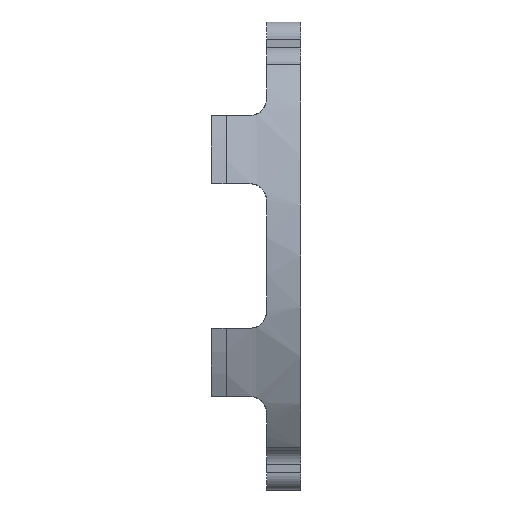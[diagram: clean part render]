
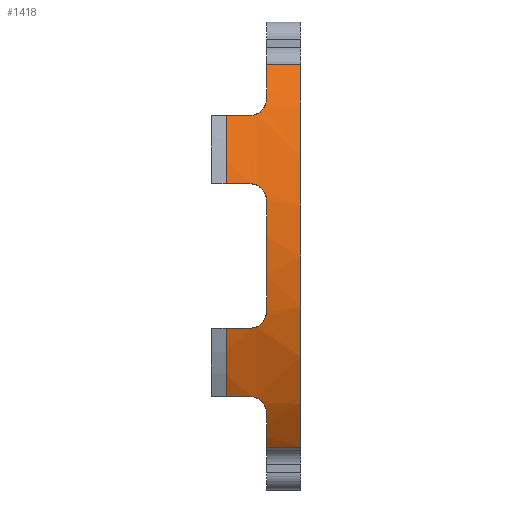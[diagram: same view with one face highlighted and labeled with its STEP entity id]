
A CAD part, front view. The second image highlights one B-rep face of the part: STEP entity #1418.
In plain terms, the highlighted cylindrical face has radius 38.1 mm (diameter 76.2 mm), a partial arc.
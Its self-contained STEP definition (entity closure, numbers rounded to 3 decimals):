
#19=B_SPLINE_CURVE_WITH_KNOTS('',3,(#2306,#2307,#2308,#2309,#2310,#2311,
#2312,#2313,#2314,#2315),.UNSPECIFIED.,.F.,.F.,(4,2,2,2,4),(0.,0.076,
0.151,0.228,0.304),.UNSPECIFIED.);
#20=B_SPLINE_CURVE_WITH_KNOTS('',3,(#2321,#2322,#2323,#2324,#2325,#2326,
#2327,#2328,#2329,#2330),.UNSPECIFIED.,.F.,.F.,(4,2,2,2,4),(-0.321,
-0.235,-0.15,-0.075,0.),
 .UNSPECIFIED.);
#21=B_SPLINE_CURVE_WITH_KNOTS('',3,(#2341,#2342,#2343,#2344,#2345,#2346,
#2347,#2348,#2349,#2350),.UNSPECIFIED.,.F.,.F.,(4,2,2,2,4),(-0.304,
-0.227,-0.151,-0.075,0.),
 .UNSPECIFIED.);
#22=B_SPLINE_CURVE_WITH_KNOTS('',3,(#2359,#2360,#2361,#2362,#2363,#2364,
#2365,#2366,#2367,#2368),.UNSPECIFIED.,.F.,.F.,(4,2,2,2,4),(0.,0.077,
0.154,0.238,0.321),.UNSPECIFIED.);
#71=CYLINDRICAL_SURFACE('',#1576,38.1);
#85=CIRCLE('',#1470,38.1);
#86=CIRCLE('',#1471,38.1);
#87=CIRCLE('',#1472,38.1);
#129=CIRCLE('',#1570,38.1);
#131=CIRCLE('',#1575,38.1);
#132=CIRCLE('',#1577,38.1);
#198=FACE_OUTER_BOUND('',#279,.T.);
#279=EDGE_LOOP('',(#1220,#1221,#1222,#1223,#1224,#1225,#1226,#1227,#1228,
#1229,#1230,#1231,#1232,#1233,#1234,#1235));
#361=LINE('',#2217,#489);
#369=LINE('',#2240,#497);
#380=LINE('',#2334,#508);
#399=LINE('',#2406,#527);
#410=LINE('',#2435,#538);
#418=LINE('',#2471,#546);
#489=VECTOR('',#1770,10.);
#497=VECTOR('',#1790,10.);
#508=VECTOR('',#1829,10.);
#527=VECTOR('',#1884,10.);
#538=VECTOR('',#1913,10.);
#546=VECTOR('',#1969,10.);
#595=VERTEX_POINT('',#2084);
#596=VERTEX_POINT('',#2086);
#599=VERTEX_POINT('',#2092);
#600=VERTEX_POINT('',#2094);
#603=VERTEX_POINT('',#2100);
#604=VERTEX_POINT('',#2102);
#650=VERTEX_POINT('',#2214);
#651=VERTEX_POINT('',#2216);
#659=VERTEX_POINT('',#2237);
#660=VERTEX_POINT('',#2239);
#668=VERTEX_POINT('',#2320);
#669=VERTEX_POINT('',#2333);
#673=VERTEX_POINT('',#2357);
#684=VERTEX_POINT('',#2404);
#693=VERTEX_POINT('',#2434);
#697=VERTEX_POINT('',#2466);
#737=EDGE_CURVE('',#596,#595,#85,.T.);
#741=EDGE_CURVE('',#600,#599,#86,.T.);
#745=EDGE_CURVE('',#604,#603,#87,.T.);
#801=EDGE_CURVE('',#651,#650,#361,.T.);
#812=EDGE_CURVE('',#659,#660,#369,.T.);
#828=EDGE_CURVE('',#651,#599,#19,.T.);
#831=EDGE_CURVE('',#596,#668,#20,.T.);
#833=EDGE_CURVE('',#668,#669,#380,.T.);
#837=EDGE_CURVE('',#600,#659,#21,.T.);
#842=EDGE_CURVE('',#673,#603,#22,.T.);
#861=EDGE_CURVE('',#684,#595,#399,.T.);
#875=EDGE_CURVE('',#693,#604,#410,.T.);
#888=EDGE_CURVE('',#669,#650,#129,.T.);
#891=EDGE_CURVE('',#697,#660,#131,.T.);
#893=EDGE_CURVE('',#684,#693,#132,.T.);
#894=EDGE_CURVE('',#673,#697,#418,.T.);
#1220=ORIENTED_EDGE('',*,*,#891,.T.);
#1221=ORIENTED_EDGE('',*,*,#812,.F.);
#1222=ORIENTED_EDGE('',*,*,#837,.F.);
#1223=ORIENTED_EDGE('',*,*,#741,.T.);
#1224=ORIENTED_EDGE('',*,*,#828,.F.);
#1225=ORIENTED_EDGE('',*,*,#801,.T.);
#1226=ORIENTED_EDGE('',*,*,#888,.F.);
#1227=ORIENTED_EDGE('',*,*,#833,.F.);
#1228=ORIENTED_EDGE('',*,*,#831,.F.);
#1229=ORIENTED_EDGE('',*,*,#737,.T.);
#1230=ORIENTED_EDGE('',*,*,#861,.F.);
#1231=ORIENTED_EDGE('',*,*,#893,.T.);
#1232=ORIENTED_EDGE('',*,*,#875,.T.);
#1233=ORIENTED_EDGE('',*,*,#745,.T.);
#1234=ORIENTED_EDGE('',*,*,#842,.F.);
#1235=ORIENTED_EDGE('',*,*,#894,.T.);
#1418=ADVANCED_FACE('',(#198),#71,.T.);
#1470=AXIS2_PLACEMENT_3D('',#2087,#1658,#1659);
#1471=AXIS2_PLACEMENT_3D('',#2095,#1663,#1664);
#1472=AXIS2_PLACEMENT_3D('',#2103,#1668,#1669);
#1570=AXIS2_PLACEMENT_3D('',#2459,#1951,#1952);
#1575=AXIS2_PLACEMENT_3D('',#2467,#1962,#1963);
#1576=AXIS2_PLACEMENT_3D('',#2469,#1965,#1966);
#1577=AXIS2_PLACEMENT_3D('',#2470,#1967,#1968);
#1658=DIRECTION('center_axis',(1.,0.,0.));
#1659=DIRECTION('ref_axis',(0.,0.,-1.));
#1663=DIRECTION('center_axis',(1.,0.,0.));
#1664=DIRECTION('ref_axis',(0.,0.,-1.));
#1668=DIRECTION('center_axis',(1.,0.,0.));
#1669=DIRECTION('ref_axis',(0.,0.,-1.));
#1770=DIRECTION('',(-1.,0.,0.));
#1790=DIRECTION('',(-1.,0.,0.));
#1829=DIRECTION('',(-1.,0.,0.));
#1884=DIRECTION('',(-1.,0.,0.));
#1913=DIRECTION('',(-1.,0.,0.));
#1951=DIRECTION('center_axis',(-1.,0.,0.));
#1952=DIRECTION('ref_axis',(0.,-0.807,0.591));
#1962=DIRECTION('center_axis',(1.,0.,0.));
#1963=DIRECTION('ref_axis',(0.,0.,-1.));
#1965=DIRECTION('center_axis',(1.,0.,0.));
#1966=DIRECTION('ref_axis',(0.,0.,-1.));
#1967=DIRECTION('center_axis',(-1.,0.,0.));
#1968=DIRECTION('ref_axis',(0.,0.,-1.));
#1969=DIRECTION('',(-1.,0.,0.));
#2084=CARTESIAN_POINT('',(0.,-30.747,-22.5));
#2086=CARTESIAN_POINT('',(0.,-33.307,-18.5));
#2087=CARTESIAN_POINT('Origin',(0.,0.,0.));
#2092=CARTESIAN_POINT('',(0.,-37.541,-6.5));
#2094=CARTESIAN_POINT('',(0.,-37.541,6.5));
#2095=CARTESIAN_POINT('Origin',(0.,0.,0.));
#2100=CARTESIAN_POINT('',(0.,-33.307,18.5));
#2102=CARTESIAN_POINT('',(0.,-30.747,22.5));
#2103=CARTESIAN_POINT('Origin',(0.,0.,0.));
#2214=CARTESIAN_POINT('',(-4.75,-37.14,-8.5));
#2216=CARTESIAN_POINT('',(-2.,-37.14,-8.5));
#2217=CARTESIAN_POINT('',(0.,-37.14,-8.5));
#2237=CARTESIAN_POINT('',(-2.,-37.14,8.5));
#2239=CARTESIAN_POINT('',(-4.75,-37.14,8.5));
#2240=CARTESIAN_POINT('',(0.,-37.14,8.5));
#2306=CARTESIAN_POINT('Ctrl Pts',(-2.,-37.14,-8.5));
#2307=CARTESIAN_POINT('Ctrl Pts',(-1.748,-37.14,-8.5));
#2308=CARTESIAN_POINT('Ctrl Pts',(-1.479,-37.151,-8.449));
#2309=CARTESIAN_POINT('Ctrl Pts',(-0.986,-37.197,
-8.245));
#2310=CARTESIAN_POINT('Ctrl Pts',(-0.762,-37.231,
-8.091));
#2311=CARTESIAN_POINT('Ctrl Pts',(-0.408,-37.307,
-7.736));
#2312=CARTESIAN_POINT('Ctrl Pts',(-0.254,-37.353,
-7.511));
#2313=CARTESIAN_POINT('Ctrl Pts',(-0.05,-37.449,
-7.019));
#2314=CARTESIAN_POINT('Ctrl Pts',(0.,-37.498,-6.751));
#2315=CARTESIAN_POINT('Ctrl Pts',(0.,-37.541,-6.5));
#2320=CARTESIAN_POINT('',(-2.,-34.342,-16.5));
#2321=CARTESIAN_POINT('Ctrl Pts',(0.,-33.307,-18.5));
#2322=CARTESIAN_POINT('Ctrl Pts',(0.,-33.446,
-18.25));
#2323=CARTESIAN_POINT('Ctrl Pts',(-0.05,-33.592,
-17.98));
#2324=CARTESIAN_POINT('Ctrl Pts',(-0.261,-33.858,
-17.475));
#2325=CARTESIAN_POINT('Ctrl Pts',(-0.424,-33.977,-17.24));
#2326=CARTESIAN_POINT('Ctrl Pts',(-0.789,-34.152,
-16.891));
#2327=CARTESIAN_POINT('Ctrl Pts',(-1.006,-34.223,-16.745));
#2328=CARTESIAN_POINT('Ctrl Pts',(-1.487,-34.318,-16.55));
#2329=CARTESIAN_POINT('Ctrl Pts',(-1.751,-34.342,-16.5));
#2330=CARTESIAN_POINT('Ctrl Pts',(-2.,-34.342,-16.5));
#2333=CARTESIAN_POINT('',(-4.75,-34.342,-16.5));
#2334=CARTESIAN_POINT('',(0.,-34.342,-16.5));
#2341=CARTESIAN_POINT('Ctrl Pts',(0.,-37.541,6.5));
#2342=CARTESIAN_POINT('Ctrl Pts',(0.,-37.498,
6.752));
#2343=CARTESIAN_POINT('Ctrl Pts',(-0.051,-37.448,
7.021));
#2344=CARTESIAN_POINT('Ctrl Pts',(-0.256,-37.352,
7.516));
#2345=CARTESIAN_POINT('Ctrl Pts',(-0.411,-37.306,
7.741));
#2346=CARTESIAN_POINT('Ctrl Pts',(-0.767,-37.231,8.095));
#2347=CARTESIAN_POINT('Ctrl Pts',(-0.991,-37.197,
8.247));
#2348=CARTESIAN_POINT('Ctrl Pts',(-1.482,-37.151,8.45));
#2349=CARTESIAN_POINT('Ctrl Pts',(-1.749,-37.14,8.5));
#2350=CARTESIAN_POINT('Ctrl Pts',(-2.,-37.14,8.5));
#2357=CARTESIAN_POINT('',(-2.,-34.342,16.5));
#2359=CARTESIAN_POINT('Ctrl Pts',(-2.,-34.342,16.5));
#2360=CARTESIAN_POINT('Ctrl Pts',(-1.743,-34.342,16.5));
#2361=CARTESIAN_POINT('Ctrl Pts',(-1.471,-34.317,16.553));
#2362=CARTESIAN_POINT('Ctrl Pts',(-0.978,-34.216,
16.76));
#2363=CARTESIAN_POINT('Ctrl Pts',(-0.757,-34.14,
16.914));
#2364=CARTESIAN_POINT('Ctrl Pts',(-0.401,-33.961,
17.271));
#2365=CARTESIAN_POINT('Ctrl Pts',(-0.247,-33.844,17.501));
#2366=CARTESIAN_POINT('Ctrl Pts',(-0.047,-33.584,
17.994));
#2367=CARTESIAN_POINT('Ctrl Pts',(0.,-33.442,18.257));
#2368=CARTESIAN_POINT('Ctrl Pts',(0.,-33.307,18.5));
#2404=CARTESIAN_POINT('',(4.,-30.747,-22.5));
#2406=CARTESIAN_POINT('',(4.,-30.747,-22.5));
#2434=CARTESIAN_POINT('',(4.,-30.747,22.5));
#2435=CARTESIAN_POINT('',(4.,-30.747,22.5));
#2459=CARTESIAN_POINT('Origin',(-4.75,0.,0.));
#2466=CARTESIAN_POINT('',(-4.75,-34.342,16.5));
#2467=CARTESIAN_POINT('Origin',(-4.75,0.,0.));
#2469=CARTESIAN_POINT('Origin',(4.,0.,0.));
#2470=CARTESIAN_POINT('Origin',(4.,0.,0.));
#2471=CARTESIAN_POINT('',(0.,-34.342,16.5));
